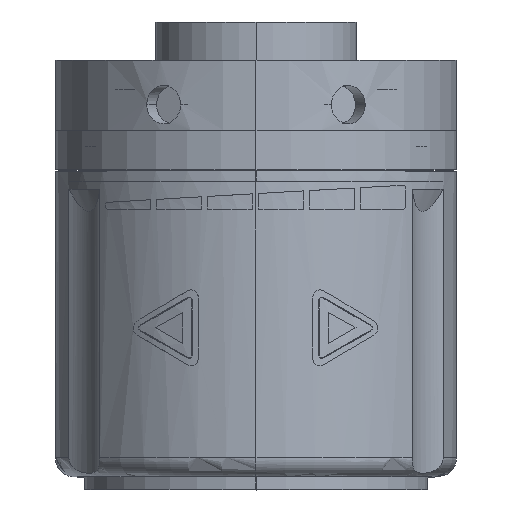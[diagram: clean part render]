
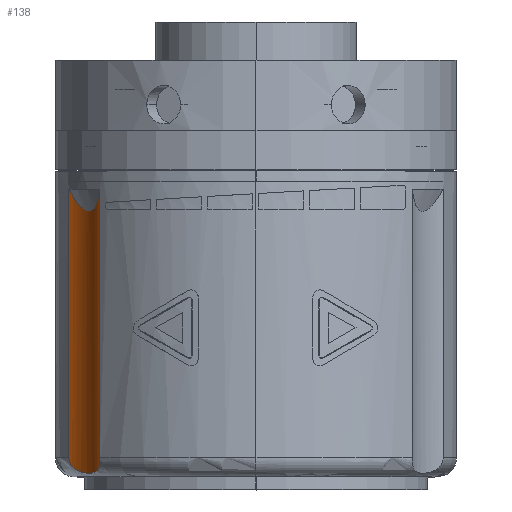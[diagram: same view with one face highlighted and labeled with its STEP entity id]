
A CAD part, top view. The second image highlights one B-rep face of the part: STEP entity #138.
In plain terms, the highlighted cylindrical face has radius 14 mm (diameter 28 mm), a partial arc.
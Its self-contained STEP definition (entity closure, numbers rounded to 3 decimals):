
#138=ADVANCED_FACE('NONE',(#306),#307,.F.);
#306=FACE_OUTER_BOUND('',#506,.T.);
#307=CYLINDRICAL_SURFACE('',#507,14.0);
#506=EDGE_LOOP('',(#1559,#1560,#1561,#1562));
#507=AXIS2_PLACEMENT_3D('',#1563,#1564,#1565);
#1559=ORIENTED_EDGE('',*,*,#3279,.T.);
#1560=ORIENTED_EDGE('',*,*,#3251,.T.);
#1561=ORIENTED_EDGE('',*,*,#3281,.T.);
#1562=ORIENTED_EDGE('',*,*,#3335,.T.);
#1563=CARTESIAN_POINT('',(-38.322,43.0,22.125));
#1564=DIRECTION('',(0.0,1.0,0.0));
#1565=DIRECTION('',(0.0,0.0,-1.0));
#3251=EDGE_CURVE('NONE',#6322,#6320,#6323,.T.);
#3279=EDGE_CURVE('NONE',#6353,#6322,#6354,.T.);
#3281=EDGE_CURVE('NONE',#6320,#6355,#6357,.T.);
#3335=EDGE_CURVE('NONE',#6355,#6353,#6457,.T.);
#6320=VERTEX_POINT('NONE',#12365);
#6322=VERTEX_POINT('NONE',#12367);
#6323=B_SPLINE_CURVE_WITH_KNOTS('',3,(#12368,#12369,#12370,#12371,#12372,#12373,#12374,#12375,#12376,#12377,#12378,#12379,#12380,#12381,#12382,#12383,#12384,#12385,#12386,#12387,#12388,#12389,#12390,#12391,#12392,#12393,#12394,#12395,#12396,#12397,#12398,#12399,#12400,#12401),.UNSPECIFIED.,.F.,.F.,(4,2,2,2,2,2,2,2,2,2,2,2,2,2,2,2,4),(0.0,0.,0.001,0.001,0.002,0.002,0.003,0.005,0.006,0.008,0.009,0.01,0.011,0.011,0.011,0.012,0.012),.UNSPECIFIED.);
#6353=VERTEX_POINT('NONE',#12449);
#6354=LINE('',#12450,#12451);
#6355=VERTEX_POINT('NONE',#12452);
#6357=LINE('',#12454,#12455);
#6457=B_SPLINE_CURVE_WITH_KNOTS('',3,(#12908,#12909,#12910,#12911,#12912,#12913,#12914,#12915,#12916,#12917,#12918,#12919,#12920,#12921,#12922,#12923,#12924,#12925,#12926,#12927,#12928,#12929,#12930,#12931),.UNSPECIFIED.,.F.,.F.,(4,2,2,2,2,2,2,2,2,2,2,4),(-0.005,-0.003,-0.003,-0.002,0.,0.,0.001,0.002,0.003,0.004,0.006,0.007),.UNSPECIFIED.);
#12365=CARTESIAN_POINT('',(-24.521,5.0,19.774));
#12367=CARTESIAN_POINT('',(-29.385,5.0,11.349));
#12368=CARTESIAN_POINT('',(-29.385,5.0,11.349));
#12369=CARTESIAN_POINT('',(-29.385,4.872,11.349));
#12370=CARTESIAN_POINT('',(-29.372,4.746,11.359));
#12371=CARTESIAN_POINT('',(-29.322,4.501,11.4));
#12372=CARTESIAN_POINT('',(-29.286,4.381,11.431));
#12373=CARTESIAN_POINT('',(-29.195,4.157,11.509));
#12374=CARTESIAN_POINT('',(-29.14,4.05,11.556));
#12375=CARTESIAN_POINT('',(-29.019,3.854,11.663));
#12376=CARTESIAN_POINT('',(-28.953,3.764,11.722));
#12377=CARTESIAN_POINT('',(-28.742,3.514,11.914));
#12378=CARTESIAN_POINT('',(-28.585,3.374,12.063));
#12379=CARTESIAN_POINT('',(-28.269,3.142,12.378));
#12380=CARTESIAN_POINT('',(-28.108,3.047,12.547));
#12381=CARTESIAN_POINT('',(-27.622,2.809,13.084));
#12382=CARTESIAN_POINT('',(-27.31,2.714,13.465));
#12383=CARTESIAN_POINT('',(-26.722,2.59,14.27));
#12384=CARTESIAN_POINT('',(-26.445,2.563,14.696));
#12385=CARTESIAN_POINT('',(-25.945,2.563,15.563));
#12386=CARTESIAN_POINT('',(-25.719,2.59,16.007));
#12387=CARTESIAN_POINT('',(-25.317,2.713,16.916));
#12388=CARTESIAN_POINT('',(-25.14,2.81,17.385));
#12389=CARTESIAN_POINT('',(-24.919,3.048,18.071));
#12390=CARTESIAN_POINT('',(-24.853,3.145,18.298));
#12391=CARTESIAN_POINT('',(-24.738,3.378,18.73));
#12392=CARTESIAN_POINT('',(-24.688,3.515,18.936));
#12393=CARTESIAN_POINT('',(-24.627,3.768,19.216));
#12394=CARTESIAN_POINT('',(-24.609,3.858,19.303));
#12395=CARTESIAN_POINT('',(-24.577,4.054,19.46));
#12396=CARTESIAN_POINT('',(-24.564,4.16,19.531));
#12397=CARTESIAN_POINT('',(-24.542,4.384,19.648));
#12398=CARTESIAN_POINT('',(-24.534,4.501,19.694));
#12399=CARTESIAN_POINT('',(-24.523,4.745,19.757));
#12400=CARTESIAN_POINT('',(-24.521,4.874,19.774));
#12401=CARTESIAN_POINT('',(-24.521,5.0,19.774));
#12449=CARTESIAN_POINT('',(-29.385,47.121,11.349));
#12450=CARTESIAN_POINT('',(-29.385,21.5,11.349));
#12451=VECTOR('',#15252,1000.0);
#12452=CARTESIAN_POINT('',(-24.521,47.121,19.774));
#12454=CARTESIAN_POINT('',(-24.521,21.5,19.774));
#12455=VECTOR('',#15256,1000.0);
#12908=CARTESIAN_POINT('',(-24.521,47.121,19.774));
#12909=CARTESIAN_POINT('',(-24.573,46.703,19.466));
#12910=CARTESIAN_POINT('',(-24.638,46.298,19.146));
#12911=CARTESIAN_POINT('',(-24.762,45.723,18.636));
#12912=CARTESIAN_POINT('',(-24.808,45.536,18.461));
#12913=CARTESIAN_POINT('',(-24.912,45.175,18.099));
#12914=CARTESIAN_POINT('',(-24.969,45.001,17.911));
#12915=CARTESIAN_POINT('',(-25.161,44.514,17.334));
#12916=CARTESIAN_POINT('',(-25.313,44.232,16.929));
#12917=CARTESIAN_POINT('',(-25.601,43.919,16.274));
#12918=CARTESIAN_POINT('',(-25.708,43.833,16.045));
#12919=CARTESIAN_POINT('',(-25.937,43.719,15.591));
#12920=CARTESIAN_POINT('',(-26.06,43.688,15.364));
#12921=CARTESIAN_POINT('',(-26.323,43.686,14.908));
#12922=CARTESIAN_POINT('',(-26.46,43.715,14.684));
#12923=CARTESIAN_POINT('',(-26.738,43.827,14.259));
#12924=CARTESIAN_POINT('',(-26.88,43.91,14.053));
#12925=CARTESIAN_POINT('',(-27.308,44.223,13.468));
#12926=CARTESIAN_POINT('',(-27.586,44.507,13.13));
#12927=CARTESIAN_POINT('',(-28.131,45.163,12.517));
#12928=CARTESIAN_POINT('',(-28.392,45.528,12.25));
#12929=CARTESIAN_POINT('',(-28.898,46.296,11.765));
#12930=CARTESIAN_POINT('',(-29.144,46.702,11.548));
#12931=CARTESIAN_POINT('',(-29.385,47.121,11.349));
#15252=DIRECTION('',(0.0,-1.0,0.0));
#15256=DIRECTION('',(-0.0,1.0,-0.0));
